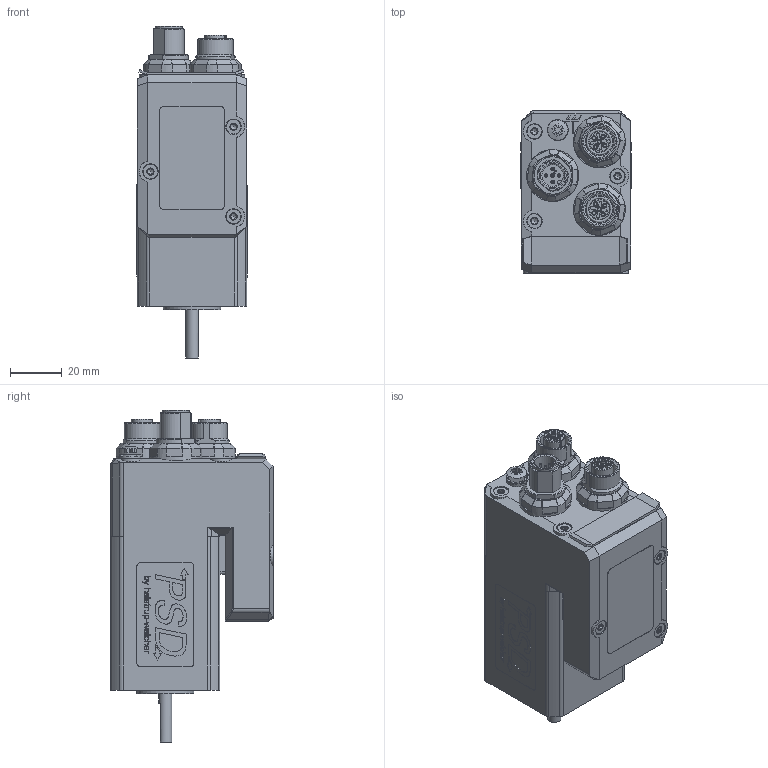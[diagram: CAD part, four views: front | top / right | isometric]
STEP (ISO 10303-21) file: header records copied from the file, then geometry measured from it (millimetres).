
FILE_DESCRIPTION(/* description */ (''),/* implementation_level */ '2;1');
FILE_NAME(/* name */ '7300.016823A.stp',/* time_stamp */ '2020-08-05T08:13:14+02:00',/* author */ ('mzabek'),/* organization */ (''),/* preprocessor_version */ 'ST-DEVELOPER v17',/* originating_system */ 'Autodesk Inventor 2018',/* authorisation */ '');
FILE_SCHEMA (('AUTOMOTIVE_DESIGN { 1 0 10303 214 3 1 1 }'));
Products named in the file (1): ENG-105203
Bounding box: 42.4 x 62.7 x 127.8 mm (x, y, z)
Volume: 214717.3 mm3; surface area: 28478.7 mm2
Topology: 4 solids, 4 shells, 1622 faces, 4417 edges, 2873 vertices
Faces by surface type: plane 744, bspline 442, cylinder 269, cone 101, sphere 38, torus 28
Full cylindrical faces by diameter (mm): 0.6 x3, 0.8 x5, 1 x3, 1.1 x8, 1.2 x2, 1.4 x4, 2.5 x4, 5 x1, 5.6 x6, 6 x6, 8 x1, 8.3 x1, 10.4 x1, 10.917 x2, 20 x3, 22 x1
Entity records: 57836 total; most frequent: CARTESIAN_POINT 18412, ORIENTED_EDGE 8748, DIRECTION 6377, EDGE_CURVE 4374, VERTEX_POINT 2873, LINE 2253, VECTOR 2253, AXIS2_PLACEMENT_3D 2062
